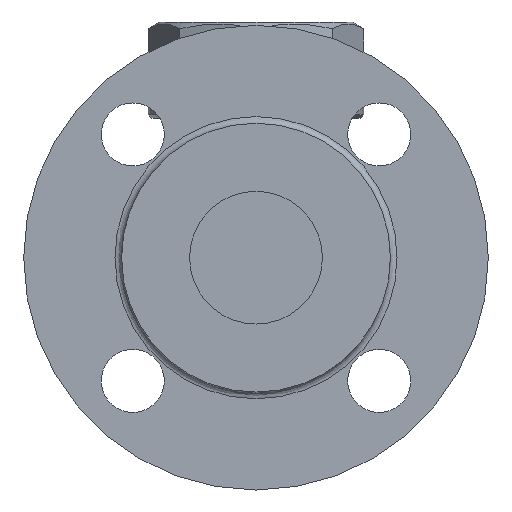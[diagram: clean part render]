
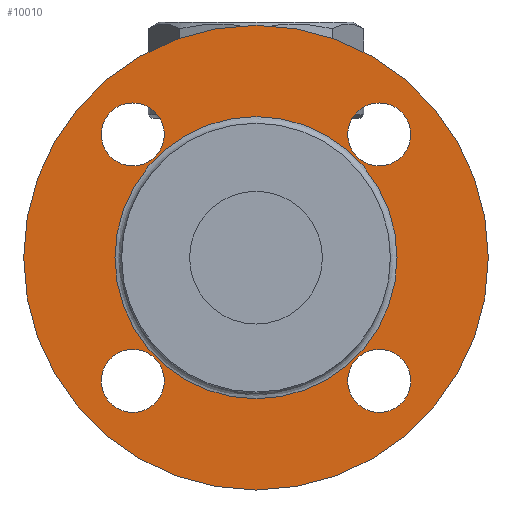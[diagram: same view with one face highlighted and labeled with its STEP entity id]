
A CAD part, left-side view. The second image highlights one B-rep face of the part: STEP entity #10010.
In plain terms, the highlighted planar face has unit normal (-1, 0, 0).
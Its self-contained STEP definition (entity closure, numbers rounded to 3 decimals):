
#9864=CARTESIAN_POINT('',(-100.0,0.,70.));
#9865=VERTEX_POINT('',#9864);
#9866=CARTESIAN_POINT('',(-100.,0.0,0.));
#9867=DIRECTION('',(1.0,0.0,0.0));
#9868=DIRECTION('',(0.0,0.0,-1.0));
#9869=AXIS2_PLACEMENT_3D('',#9866,#9867,#9868);
#9870=CIRCLE('',#9869,70.0);
#9871=EDGE_CURVE('',#9865,#9865,#9870,.T.);
#9932=CARTESIAN_POINT('',(-100.0,0.,42.5));
#9933=VERTEX_POINT('',#9932);
#9934=CARTESIAN_POINT('',(-100.,0.0,0.));
#9935=DIRECTION('',(-1.0,0.0,0.0));
#9936=DIRECTION('',(0.0,0.0,-1.0));
#9937=AXIS2_PLACEMENT_3D('',#9934,#9935,#9936);
#9938=CIRCLE('',#9937,42.5);
#9939=EDGE_CURVE('',#9933,#9933,#9938,.T.);
#9955=CARTESIAN_POINT('',(-100.,0.0,0.));
#9956=DIRECTION('',(1.0,0.0,0.0));
#9957=DIRECTION('',(0.0,0.0,-1.0));
#9958=AXIS2_PLACEMENT_3D('',#9955,#9956,#9957);
#9959=PLANE('',#9958);
#9960=ORIENTED_EDGE('',*,*,#9871,.F.);
#9961=EDGE_LOOP('',(#9960));
#9962=FACE_OUTER_BOUND('',#9961,.T.);
#9963=CARTESIAN_POINT('',(-100.0,-37.123,46.623));
#9964=VERTEX_POINT('',#9963);
#9965=CARTESIAN_POINT('',(-100.0,-37.123,37.123));
#9966=DIRECTION('',(1.0,0.0,0.0));
#9967=DIRECTION('',(0.0,0.0,1.0));
#9968=AXIS2_PLACEMENT_3D('',#9965,#9966,#9967);
#9969=CIRCLE('',#9968,9.5);
#9970=EDGE_CURVE('',#9964,#9964,#9969,.T.);
#9971=ORIENTED_EDGE('',*,*,#9970,.T.);
#9972=EDGE_LOOP('',(#9971));
#9973=FACE_BOUND('',#9972,.T.);
#9974=CARTESIAN_POINT('',(-100.,-46.623,-37.123));
#9975=VERTEX_POINT('',#9974);
#9976=CARTESIAN_POINT('',(-100.0,-37.123,-37.123));
#9977=DIRECTION('',(1.0,0.0,0.0));
#9978=DIRECTION('',(0.0,-1.0,0.0));
#9979=AXIS2_PLACEMENT_3D('',#9976,#9977,#9978);
#9980=CIRCLE('',#9979,9.5);
#9981=EDGE_CURVE('',#9975,#9975,#9980,.T.);
#9982=ORIENTED_EDGE('',*,*,#9981,.T.);
#9983=EDGE_LOOP('',(#9982));
#9984=FACE_BOUND('',#9983,.T.);
#9985=CARTESIAN_POINT('',(-100.,37.123,-46.623));
#9986=VERTEX_POINT('',#9985);
#9987=CARTESIAN_POINT('',(-100.,37.123,-37.123));
#9988=DIRECTION('',(1.0,0.0,0.0));
#9989=DIRECTION('',(0.0,0.0,-1.0));
#9990=AXIS2_PLACEMENT_3D('',#9987,#9988,#9989);
#9991=CIRCLE('',#9990,9.5);
#9992=EDGE_CURVE('',#9986,#9986,#9991,.T.);
#9993=ORIENTED_EDGE('',*,*,#9992,.T.);
#9994=EDGE_LOOP('',(#9993));
#9995=FACE_BOUND('',#9994,.T.);
#9996=CARTESIAN_POINT('',(-100.0,46.623,37.123));
#9997=VERTEX_POINT('',#9996);
#9998=CARTESIAN_POINT('',(-100.,37.123,37.123));
#9999=DIRECTION('',(1.0,0.0,0.0));
#10000=DIRECTION('',(0.0,1.0,0.0));
#10001=AXIS2_PLACEMENT_3D('',#9998,#9999,#10000);
#10002=CIRCLE('',#10001,9.5);
#10003=EDGE_CURVE('',#9997,#9997,#10002,.T.);
#10004=ORIENTED_EDGE('',*,*,#10003,.T.);
#10005=EDGE_LOOP('',(#10004));
#10006=FACE_BOUND('',#10005,.T.);
#10007=ORIENTED_EDGE('',*,*,#9939,.F.);
#10008=EDGE_LOOP('',(#10007));
#10009=FACE_BOUND('',#10008,.T.);
#10010=ADVANCED_FACE('',(#9962,#9973,#9984,#9995,#10006,#10009),#9959,.F.);
